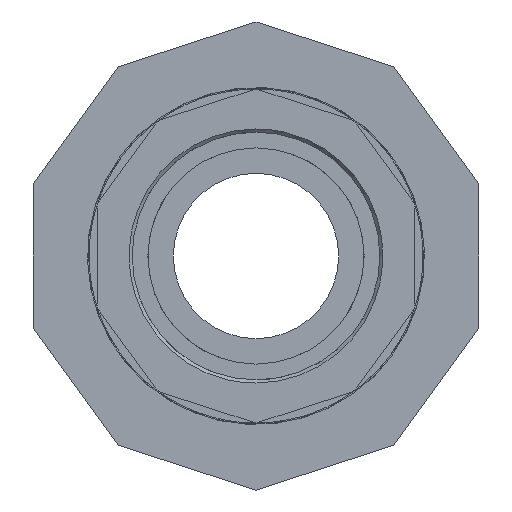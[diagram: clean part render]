
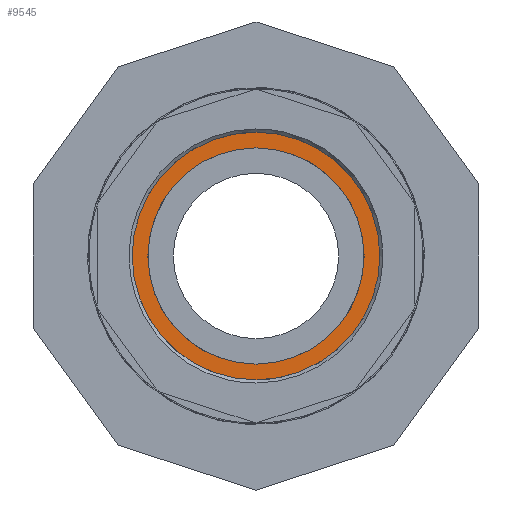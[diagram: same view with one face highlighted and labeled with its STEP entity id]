
A CAD part, left-side view. The second image highlights one B-rep face of the part: STEP entity #9545.
In plain terms, the highlighted planar face has unit normal (-1, 0, 0).
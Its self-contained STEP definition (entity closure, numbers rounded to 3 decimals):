
#8104=CARTESIAN_POINT('',(-76.,-0.,17.));
#8105=VERTEX_POINT('',#8104);
#8114=CARTESIAN_POINT('',(-76.,0.,0.));
#8115=DIRECTION('',(1.,-0.,-0.));
#8116=DIRECTION('',(0.,0.,1.));
#8117=AXIS2_PLACEMENT_3D('',#8114,#8115,#8116);
#8118=CIRCLE('',#8117,17.);
#8119=EDGE_CURVE('',#8105,#8105,#8118,.T.);
#9331=CARTESIAN_POINT('',(-76.,-0.,19.476));
#9332=VERTEX_POINT('',#9331);
#9342=CARTESIAN_POINT('',(-76.,0.,0.));
#9343=DIRECTION('',(-1.,0.,0.));
#9344=DIRECTION('',(0.,0.,1.));
#9345=AXIS2_PLACEMENT_3D('',#9342,#9343,#9344);
#9346=CIRCLE('',#9345,19.476);
#9347=EDGE_CURVE('',#9332,#9332,#9346,.T.);
#9534=CARTESIAN_POINT('',(-76.,0.,0.));
#9535=DIRECTION('',(-1.,0.,0.));
#9536=DIRECTION('',(0.,0.,1.));
#9537=AXIS2_PLACEMENT_3D('',#9534,#9535,#9536);
#9538=PLANE('',#9537);
#9539=ORIENTED_EDGE('',*,*,#9347,.T.);
#9540=EDGE_LOOP('',(#9539));
#9541=FACE_BOUND('',#9540,.T.);
#9542=ORIENTED_EDGE('',*,*,#8119,.T.);
#9543=EDGE_LOOP('',(#9542));
#9544=FACE_BOUND('',#9543,.T.);
#9545=ADVANCED_FACE('',(#9541,#9544),#9538,.T.);
